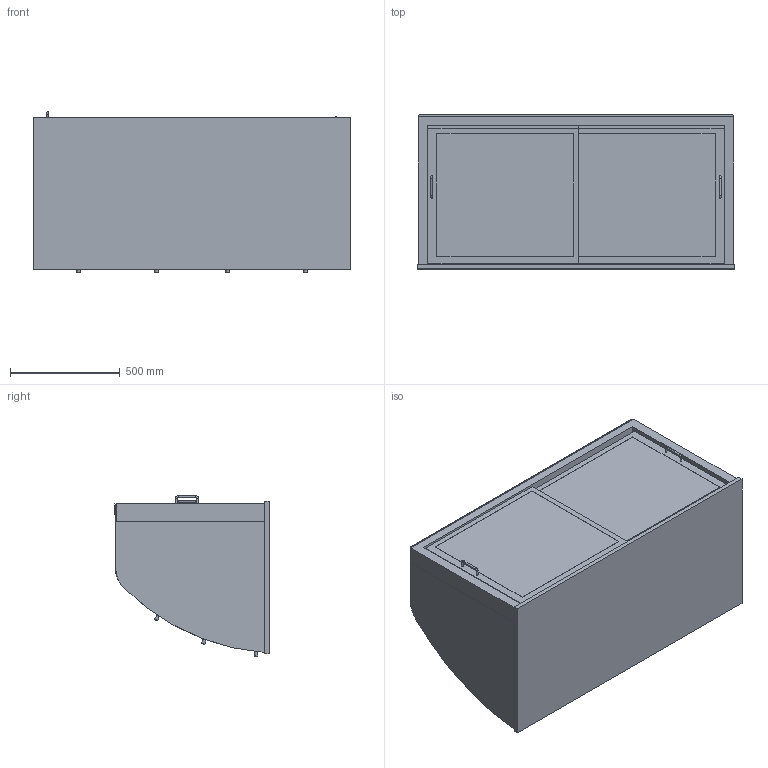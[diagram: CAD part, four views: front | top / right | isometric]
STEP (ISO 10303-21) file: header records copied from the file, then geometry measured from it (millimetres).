
FILE_DESCRIPTION(/* description */ ('Panoramaglasaufsatz ungekühlt'),/* implementation_level */ '2;1');
FILE_NAME(/* name */ '3D-AKE-00007627.stp',/* time_stamp */ '2023-05-30T13:42:44+02:00',/* author */ ('marina.schachner'),/* organization */ (''),/* preprocessor_version */ 'ST-DEVELOPER v18.1',/* originating_system */ 'Autodesk Inventor 2020',/* authorisation */ '');
FILE_SCHEMA (('AUTOMOTIVE_DESIGN { 1 0 10303 214 3 1 1 }'));
Length unit declared in the file: millimetre
Products named in the file (1): 3D-AKE-00007627
Bounding box: 1450 x 704 x 733.43 mm (x, y, z)
Volume: 73830232.7 mm3; surface area: 13389980.4 mm2
Topology: 56 solids, 56 shells, 437 faces, 996 edges, 672 vertices
Faces by surface type: plane 325, cylinder 96, cone 12, torus 4
Full cylindrical faces by diameter (mm): 8 x6, 15 x12
Entity records: 12297 total; most frequent: DIRECTION 2124, CARTESIAN_POINT 2106, ORIENTED_EDGE 1992, EDGE_CURVE 996, LINE 744, VECTOR 744, AXIS2_PLACEMENT_3D 690, VERTEX_POINT 672
